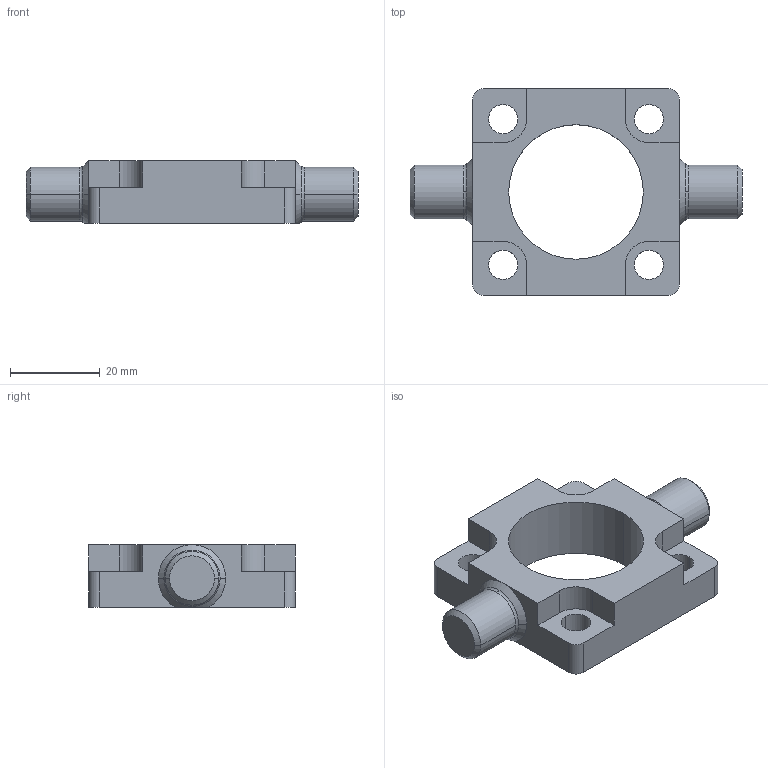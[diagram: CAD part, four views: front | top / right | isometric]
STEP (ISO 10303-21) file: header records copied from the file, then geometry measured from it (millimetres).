
FILE_DESCRIPTION(('STEP AP214'),'1');
FILE_NAME('tourillon_nn032.stp','2018-01-18T10:08:04',('TraceParts'),('TraceParts S.A.'),'Spatial InterOp 3D',' ',' ');
FILE_SCHEMA(('automotive_design'));
Length unit declared in the file: millimetre
Products named in the file (1): tourillon_nn032
Bounding box: 74 x 46 x 14 mm (x, y, z)
Volume: 18542.4 mm3; surface area: 7957.1 mm2
Topology: 1 solids, 1 shells, 56 faces, 156 edges, 102 vertices
Faces by surface type: cylinder 22, plane 22, cone 8, torus 4
Entity records: 1857 total; most frequent: DIRECTION 340, CARTESIAN_POINT 319, ORIENTED_EDGE 312, EDGE_CURVE 156, AXIS2_PLACEMENT_3D 129, VERTEX_POINT 102, LINE 82, VECTOR 82
